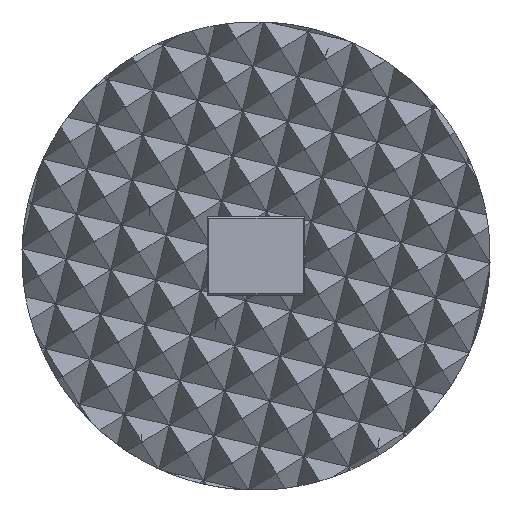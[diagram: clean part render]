
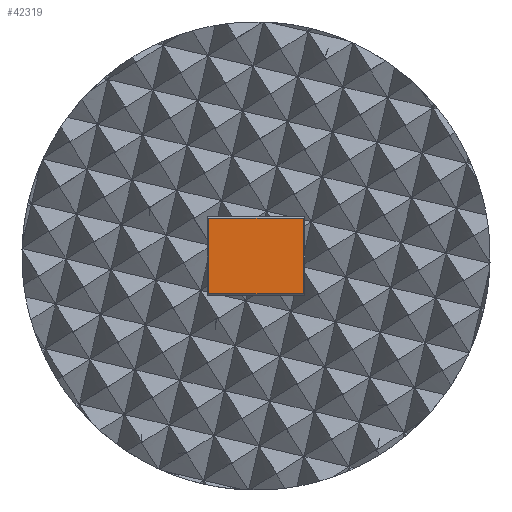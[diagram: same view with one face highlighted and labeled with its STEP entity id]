
A CAD part, front view. The second image highlights one B-rep face of the part: STEP entity #42319.
In plain terms, the highlighted planar face has unit normal (0, -1, 0).
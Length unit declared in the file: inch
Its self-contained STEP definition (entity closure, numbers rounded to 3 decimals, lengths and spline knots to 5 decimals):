
#717 = EDGE_CURVE ( 'NONE', #45325, #45375, #21337, .T. ) ;
#3703 = CARTESIAN_POINT ( 'NONE',  ( 0., -12.219, -0.81 ) ) ;
#3789 = CARTESIAN_POINT ( 'NONE',  ( 1.01, -12.219, 0. ) ) ;
#3860 = VERTEX_POINT ( 'NONE', #32892 ) ;
#4570 = ORIENTED_EDGE ( 'NONE', *, *, #42536, .T. ) ;
#4851 = ORIENTED_EDGE ( 'NONE', *, *, #8345, .T. ) ;
#5816 = EDGE_CURVE ( 'NONE', #45375, #31597, #24676, .T. ) ;
#7255 = DIRECTION ( 'NONE',  ( 0., 0., 1. ) ) ;
#7730 = CARTESIAN_POINT ( 'NONE',  ( -1.01, -12.219, 0. ) ) ;
#8345 = EDGE_CURVE ( 'NONE', #31597, #3860, #34480, .T. ) ;
#9960 = CARTESIAN_POINT ( 'NONE',  ( -1.01, -12.219, -0.81 ) ) ;
#10852 = VECTOR ( 'NONE', #7255, 39.37008 ) ;
#11835 = CARTESIAN_POINT ( 'NONE',  ( -1.01, -12.219, 0.81 ) ) ;
#17869 = VECTOR ( 'NONE', #38992, 39.37008 ) ;
#21337 = LINE ( 'NONE', #7730, #33545 ) ;
#22489 = CARTESIAN_POINT ( 'NONE',  ( 1.01, -12.219, -0.81 ) ) ;
#23370 = EDGE_LOOP ( 'NONE', ( #28678, #4851, #4570, #38358 ) ) ;
#24676 = LINE ( 'NONE', #3703, #17869 ) ;
#24797 = DIRECTION ( 'NONE',  ( 0., 0., -1. ) ) ;
#28349 = CARTESIAN_POINT ( 'NONE',  ( 0., -12.219, 0.81 ) ) ;
#28678 = ORIENTED_EDGE ( 'NONE', *, *, #5816, .T. ) ;
#29312 = FACE_OUTER_BOUND ( 'NONE', #23370, .T. ) ;
#29367 = AXIS2_PLACEMENT_3D ( 'NONE', #32315, #39461, #32985 ) ;
#31597 = VERTEX_POINT ( 'NONE', #22489 ) ;
#32315 = CARTESIAN_POINT ( 'NONE',  ( 0., -12.219, 0. ) ) ;
#32892 = CARTESIAN_POINT ( 'NONE',  ( 1.01, -12.219, 0.81 ) ) ;
#32985 = DIRECTION ( 'NONE',  ( -1., 0., 0. ) ) ;
#33545 = VECTOR ( 'NONE', #24797, 39.37008 ) ;
#34480 = LINE ( 'NONE', #3789, #10852 ) ;
#38358 = ORIENTED_EDGE ( 'NONE', *, *, #717, .T. ) ;
#38953 = LINE ( 'NONE', #28349, #41878 ) ;
#38992 = DIRECTION ( 'NONE',  ( 1., 0., 0. ) ) ;
#39461 = DIRECTION ( 'NONE',  ( 0., -1., 0. ) ) ;
#41878 = VECTOR ( 'NONE', #42399, 39.37008 ) ;
#42319 = ADVANCED_FACE ( 'NONE', ( #29312 ), #43603, .T. ) ;
#42399 = DIRECTION ( 'NONE',  ( -1., 0., 0. ) ) ;
#42536 = EDGE_CURVE ( 'NONE', #3860, #45325, #38953, .T. ) ;
#43603 = PLANE ( 'NONE',  #29367 ) ;
#45325 = VERTEX_POINT ( 'NONE', #11835 ) ;
#45375 = VERTEX_POINT ( 'NONE', #9960 ) ;
